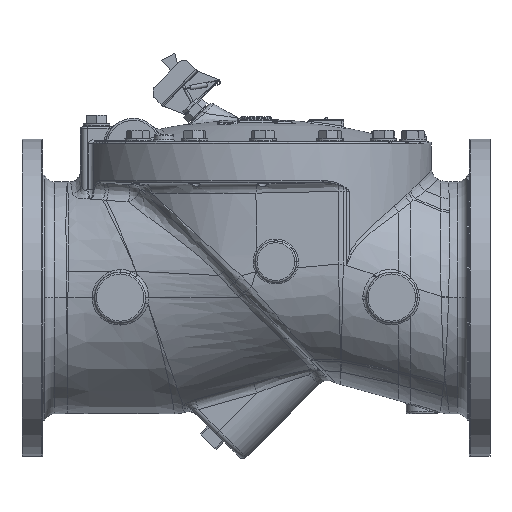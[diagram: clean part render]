
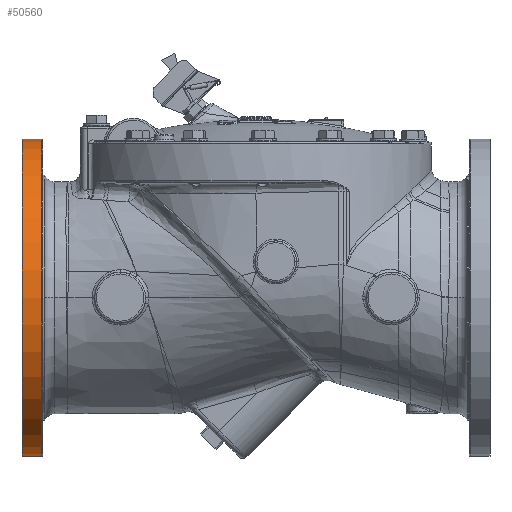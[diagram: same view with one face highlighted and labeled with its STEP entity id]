
A CAD part, top view. The second image highlights one B-rep face of the part: STEP entity #50560.
In plain terms, the highlighted cylindrical face has radius 266.7 mm (diameter 533.4 mm), a partial arc.
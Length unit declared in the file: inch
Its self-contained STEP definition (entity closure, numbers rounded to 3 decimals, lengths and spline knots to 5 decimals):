
#14786=DIRECTION('',(-1.,0.,0.));
#14787=VECTOR('',#14786,1.31466);
#14788=CARTESIAN_POINT('',(-14.18534,-10.5,0.));
#14789=LINE('',#14788,#14787);
#14795=DIRECTION('',(-1.,0.,0.));
#14796=VECTOR('',#14795,1.31466);
#14797=CARTESIAN_POINT('',(-14.18534,10.5,0.));
#14798=LINE('',#14797,#14796);
#14919=CARTESIAN_POINT('',(-15.5,0.,0.));
#14920=DIRECTION('',(1.,0.,0.));
#14921=DIRECTION('',(0.,1.,0.));
#14922=AXIS2_PLACEMENT_3D('',#14919,#14920,#14921);
#14924=CARTESIAN_POINT('',(-14.18534,0.,0.));
#14925=DIRECTION('',(-1.,0.,0.));
#14926=DIRECTION('',(0.,-1.,0.));
#14927=AXIS2_PLACEMENT_3D('',#14924,#14925,#14926);
#29824=CARTESIAN_POINT('',(-14.18534,10.5,0.));
#29825=CARTESIAN_POINT('',(-14.18534,-10.5,0.));
#29826=VERTEX_POINT('',#29824);
#29827=VERTEX_POINT('',#29825);
#29832=CARTESIAN_POINT('',(-15.5,10.5,0.));
#29833=CARTESIAN_POINT('',(-15.5,-10.5,0.));
#29834=VERTEX_POINT('',#29832);
#29835=VERTEX_POINT('',#29833);
#50549=CARTESIAN_POINT('',(-17.325,0.,0.));
#50550=DIRECTION('',(1.,0.,0.));
#50551=DIRECTION('',(0.,-1.,0.));
#50552=AXIS2_PLACEMENT_3D('',#50549,#50550,#50551);
#50553=CYLINDRICAL_SURFACE('',#50552,10.5);
#50554=ORIENTED_EDGE('',*,*,#50459,.F.);
#50555=ORIENTED_EDGE('',*,*,#50442,.F.);
#50556=ORIENTED_EDGE('',*,*,#50398,.F.);
#50557=ORIENTED_EDGE('',*,*,#50439,.T.);
#50558=EDGE_LOOP('',(#50554,#50555,#50556,#50557));
#50559=FACE_OUTER_BOUND('',#50558,.F.);
#14923=CIRCLE('',#14922,10.5);
#14928=CIRCLE('',#14927,10.5);
#50398=EDGE_CURVE('',#29827,#29826,#14928,.T.);
#50439=EDGE_CURVE('',#29827,#29835,#14789,.T.);
#50442=EDGE_CURVE('',#29826,#29834,#14798,.T.);
#50459=EDGE_CURVE('',#29834,#29835,#14923,.T.);
#50560=ADVANCED_FACE('',(#50559),#50553,.T.);
